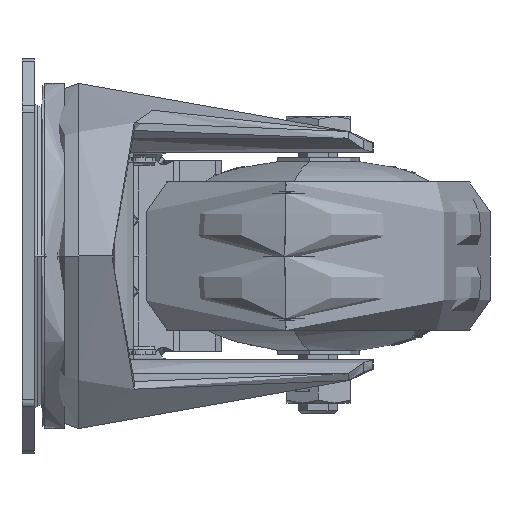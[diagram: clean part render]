
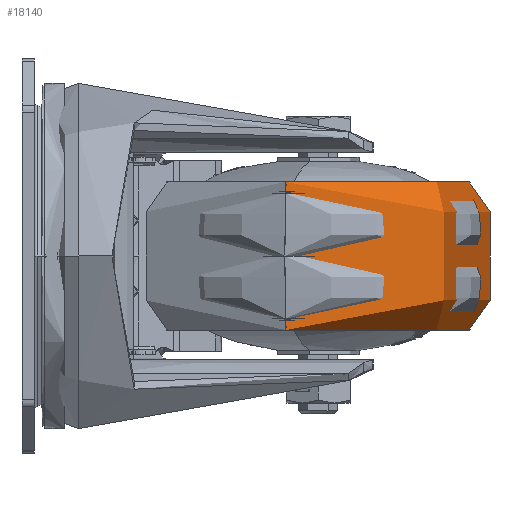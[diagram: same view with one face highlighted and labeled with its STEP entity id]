
A CAD part, left-side view. The second image highlights one B-rep face of the part: STEP entity #18140.
In plain terms, the highlighted free-form (B-spline) face has degree [3, 3] with [4, 4] control points.
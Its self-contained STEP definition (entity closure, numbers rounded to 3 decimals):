
#58 = ORIENTED_EDGE ( 'NONE', *, *, #72437, .T. ) ;
#910 = VERTEX_POINT ( 'NONE', #4110 ) ;
#925 = VERTEX_POINT ( 'NONE', #15405 ) ;
#2115 = CARTESIAN_POINT ( 'NONE',  ( -8.748, -50.27, -15. ) ) ;
#2596 = CARTESIAN_POINT ( 'NONE',  ( 65.288, -163.226, 15. ) ) ;
#4110 = CARTESIAN_POINT ( 'NONE',  ( 6.427, -53.428, 15. ) ) ;
#6473 =( BOUNDED_CURVE ( )  B_SPLINE_CURVE ( 3, ( #25014, #93055, #77007, #10517 ),
 .UNSPECIFIED., .F., .F. ) 
 B_SPLINE_CURVE_WITH_KNOTS ( ( 4, 4 ),
 ( 0., 3.142 ),
 .UNSPECIFIED. ) 
 CURVE ( )  GEOMETRIC_REPRESENTATION_ITEM ( )  RATIONAL_B_SPLINE_CURVE ( ( 1., 0.333, 0.333, 1. ) ) 
 REPRESENTATION_ITEM ( '' )  );
#6643 = CARTESIAN_POINT ( 'NONE',  ( 69.573, -66.572, 15. ) ) ;
#7717 = DIRECTION ( 'NONE',  ( 0., 0., 1. ) ) ;
#8198 = DIRECTION ( 'NONE',  ( 0.979, -0.204, 0. ) ) ;
#8813 = AXIS2_PLACEMENT_3D ( 'NONE', #38058, #60354, #67641 ) ;
#10517 = CARTESIAN_POINT ( 'NONE',  ( 6.427, -53.428, 15. ) ) ;
#14444 = AXIS2_PLACEMENT_3D ( 'NONE', #15934, #7717, #8198 ) ;
#15405 = CARTESIAN_POINT ( 'NONE',  ( 6.427, -53.428, -15. ) ) ;
#15934 = CARTESIAN_POINT ( 'NONE',  ( 38., -60., -15. ) ) ;
#16438 = VERTEX_POINT ( 'NONE', #6643 ) ;
#18140 = ADVANCED_FACE ( 'NONE', ( #26632 ), #55142, .F. ) ;
#21328 = ORIENTED_EDGE ( 'NONE', *, *, #66006, .F. ) ;
#23767 = EDGE_CURVE ( 'NONE', #925, #27444, #85833, .T. ) ;
#24816 = CARTESIAN_POINT ( 'NONE',  ( -28.208, -143.766, 15. ) ) ;
#25014 = CARTESIAN_POINT ( 'NONE',  ( 6.427, -53.428, -15. ) ) ;
#26632 = FACE_OUTER_BOUND ( 'NONE', #48938, .T. ) ;
#27444 = VERTEX_POINT ( 'NONE', #75038 ) ;
#30693 = CARTESIAN_POINT ( 'NONE',  ( 56.43, -129.718, 15. ) ) ;
#31170 = CARTESIAN_POINT ( 'NONE',  ( 6.427, -53.428, -15. ) ) ;
#32604 = CARTESIAN_POINT ( 'NONE',  ( 84.748, -69.73, 15. ) ) ;
#38058 = CARTESIAN_POINT ( 'NONE',  ( 38., -60., 15. ) ) ;
#39060 = ORIENTED_EDGE ( 'NONE', *, *, #87324, .F. ) ;
#42230 = CARTESIAN_POINT ( 'NONE',  ( 69.573, -66.572, -15. ) ) ;
#45745 = CARTESIAN_POINT ( 'NONE',  ( 65.288, -163.226, -15. ) ) ;
#46240 = CARTESIAN_POINT ( 'NONE',  ( 56.43, -129.718, -15. ) ) ;
#46700 = CARTESIAN_POINT ( 'NONE',  ( 84.748, -69.73, -15. ) ) ;
#48938 = EDGE_LOOP ( 'NONE', ( #39060, #81683, #58, #21328 ) ) ;
#48981 = CARTESIAN_POINT ( 'NONE',  ( -8.748, -50.27, 15. ) ) ;
#50589 = CIRCLE ( 'NONE', #8813, 32.25 ) ;
#55142 =( BOUNDED_SURFACE ( )  B_SPLINE_SURFACE ( 3, 3, ( 
 ( #31170, #68978, #46240, #75863 ),
 ( #2115, #67586, #45745, #46700 ),
 ( #48981, #24816, #2596, #32604 ),
 ( #60784, #78621, #30693, #91443 ) ),
 .UNSPECIFIED., .F., .F., .F. ) 
 B_SPLINE_SURFACE_WITH_KNOTS ( ( 4, 4 ),
 ( 4, 4 ),
 ( 0., 1. ),
 ( 0., 1. ),
 .UNSPECIFIED. ) 
 GEOMETRIC_REPRESENTATION_ITEM ( )  RATIONAL_B_SPLINE_SURFACE ( (
 ( 1., 0.333, 0.333, 1.),
 ( 0.333, 0.111, 0.111, 0.333),
 ( 0.333, 0.111, 0.111, 0.333),
 ( 1., 0.333, 0.333, 1.) ) ) 
 REPRESENTATION_ITEM ( '' )  SURFACE ( )  );
#58684 = CARTESIAN_POINT ( 'NONE',  ( 84.748, -69.73, -15. ) ) ;
#60354 = DIRECTION ( 'NONE',  ( 0., 0., 1. ) ) ;
#60784 = CARTESIAN_POINT ( 'NONE',  ( 6.427, -53.428, 15. ) ) ;
#66006 = EDGE_CURVE ( 'NONE', #910, #16438, #50589, .T. ) ;
#67586 = CARTESIAN_POINT ( 'NONE',  ( -28.208, -143.766, -15. ) ) ;
#67641 = DIRECTION ( 'NONE',  ( 0.979, -0.204, 0. ) ) ;
#68978 = CARTESIAN_POINT ( 'NONE',  ( -6.717, -116.575, -15. ) ) ;
#72437 = EDGE_CURVE ( 'NONE', #27444, #16438, #75879, .T. ) ;
#75038 = CARTESIAN_POINT ( 'NONE',  ( 69.573, -66.572, -15. ) ) ;
#75863 = CARTESIAN_POINT ( 'NONE',  ( 69.573, -66.572, -15. ) ) ;
#75879 =( BOUNDED_CURVE ( )  B_SPLINE_CURVE ( 3, ( #42230, #58684, #87435, #95179 ),
 .UNSPECIFIED., .F., .T. ) 
 B_SPLINE_CURVE_WITH_KNOTS ( ( 4, 4 ),
 ( 0., 3.142 ),
 .UNSPECIFIED. ) 
 CURVE ( )  GEOMETRIC_REPRESENTATION_ITEM ( )  RATIONAL_B_SPLINE_CURVE ( ( 1., 0.333, 0.333, 1. ) ) 
 REPRESENTATION_ITEM ( '' )  );
#77007 = CARTESIAN_POINT ( 'NONE',  ( -8.748, -50.27, 15. ) ) ;
#78621 = CARTESIAN_POINT ( 'NONE',  ( -6.717, -116.575, 15. ) ) ;
#81683 = ORIENTED_EDGE ( 'NONE', *, *, #23767, .T. ) ;
#85833 = CIRCLE ( 'NONE', #14444, 32.25 ) ;
#87324 = EDGE_CURVE ( 'NONE', #925, #910, #6473, .T. ) ;
#87435 = CARTESIAN_POINT ( 'NONE',  ( 84.748, -69.73, 15. ) ) ;
#91443 = CARTESIAN_POINT ( 'NONE',  ( 69.573, -66.572, 15. ) ) ;
#93055 = CARTESIAN_POINT ( 'NONE',  ( -8.748, -50.27, -15. ) ) ;
#95179 = CARTESIAN_POINT ( 'NONE',  ( 69.573, -66.572, 15. ) ) ;
